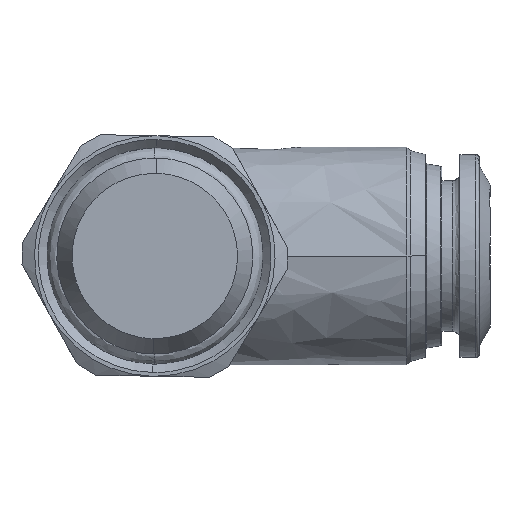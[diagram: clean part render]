
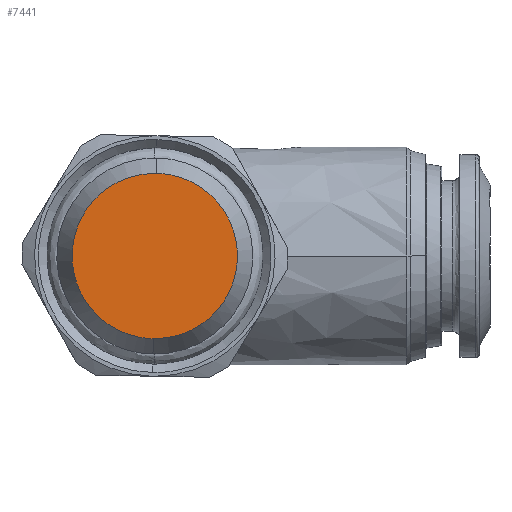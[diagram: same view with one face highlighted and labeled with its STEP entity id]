
A CAD part, left-side view. The second image highlights one B-rep face of the part: STEP entity #7441.
In plain terms, the highlighted free-form (B-spline) face has degree [1, 1] with [2, 2] control points.
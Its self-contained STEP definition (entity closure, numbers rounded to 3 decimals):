
#101 = CARTESIAN_POINT ( 'NONE',  ( -25.959, 8.652, -3.307 ) ) ;
#205 = CARTESIAN_POINT ( 'NONE',  ( -25.959, -1.507, 5.479 ) ) ;
#310 = CARTESIAN_POINT ( 'NONE',  ( -25.959, -0.297, 3.307 ) ) ;
#1075 = ORIENTED_EDGE ( 'NONE', *, *, #3911, .T. ) ;
#1504 = CARTESIAN_POINT ( 'NONE',  ( -25.959, 6.869, 4.87 ) ) ;
#1604 = CARTESIAN_POINT ( 'NONE',  ( -25.959, 4.076, 5.516 ) ) ;
#1655 = CARTESIAN_POINT ( 'NONE',  ( -25.959, -1.352, 0.623 ) ) ;
#1675 = FACE_OUTER_BOUND ( 'NONE', #3246, .T. ) ;
#2094 = CARTESIAN_POINT ( 'NONE',  ( -25.959, 9.679, 0.826 ) ) ;
#2141 = CARTESIAN_POINT ( 'NONE',  ( -25.959, 4.278, -5.516 ) ) ;
#2146 = CARTESIAN_POINT ( 'NONE',  ( -25.959, 9.656, 5.684 ) ) ;
#2153 = CARTESIAN_POINT ( 'NONE',  ( -25.959, 4.076, 5.516 ) ) ;
#2215 = CARTESIAN_POINT ( 'NONE',  ( -25.959, -1.302, -5.684 ) ) ;
#2238 = CARTESIAN_POINT ( 'NONE',  ( -25.959, 2.637, 5.346 ) ) ;
#2434 = ORIENTED_EDGE ( 'NONE', *, *, #4131, .T. ) ;
#2710 = CARTESIAN_POINT ( 'NONE',  ( -25.959, 1.486, -4.87 ) ) ;
#2723 = CARTESIAN_POINT ( 'NONE',  ( -25.959, 7.046, -4.768 ) ) ;
#2757 = CARTESIAN_POINT ( 'NONE',  ( -25.959, 8.945, 2.868 ) ) ;
#2800 = CARTESIAN_POINT ( 'NONE',  ( -25.959, 3.554, -5.529 ) ) ;
#2853 = CARTESIAN_POINT ( 'NONE',  ( -25.959, 0.708, 4.35 ) ) ;
#3246 = EDGE_LOOP ( 'NONE', ( #1075, #2434 ) ) ;
#3378 = CARTESIAN_POINT ( 'NONE',  ( -25.959, 0.87, -4.474 ) ) ;
#3450 = CARTESIAN_POINT ( 'NONE',  ( -25.959, 7.646, -4.35 ) ) ;
#3579 = CARTESIAN_POINT ( 'NONE',  ( -25.959, 1.309, 4.768 ) ) ;
#3635 = CARTESIAN_POINT ( 'NONE',  ( -25.959, -1.222, 1.343 ) ) ;
#3911 = EDGE_CURVE ( 'NONE', #5654, #5780, #6590, .T. ) ;
#4061 = CARTESIAN_POINT ( 'NONE',  ( -25.959, 9.706, -0.623 ) ) ;
#4091 = CARTESIAN_POINT ( 'NONE',  ( -25.959, 8.527, 3.469 ) ) ;
#4131 = EDGE_CURVE ( 'NONE', #5780, #5654, #6140, .T. ) ;
#4149 = CARTESIAN_POINT ( 'NONE',  ( -25.959, 4.8, 5.529 ) ) ;
#4348 = B_SPLINE_SURFACE_WITH_KNOTS ( 'NONE', 1, 1, ( 
 ( #2146, #205 ),
 ( #4892, #2215 ) ),
 .UNSPECIFIED., .F., .F., .F.,
 ( 2, 2 ),
 ( 2, 2 ),
 ( 0., 1. ),
 ( 0., 1. ),
 .UNSPECIFIED. ) ;
#4681 = CARTESIAN_POINT ( 'NONE',  ( -25.959, 5.003, -5.502 ) ) ;
#4698 = CARTESIAN_POINT ( 'NONE',  ( -25.959, 2.834, -5.399 ) ) ;
#4747 = CARTESIAN_POINT ( 'NONE',  ( -25.959, 9.577, -1.343 ) ) ;
#4892 = CARTESIAN_POINT ( 'NONE',  ( -25.959, 9.861, -5.479 ) ) ;
#4934 = CARTESIAN_POINT ( 'NONE',  ( -25.959, -1.169, -1.54 ) ) ;
#5329 = CARTESIAN_POINT ( 'NONE',  ( -25.959, 4.278, -5.516 ) ) ;
#5654 = VERTEX_POINT ( 'NONE', #6547 ) ;
#5780 = VERTEX_POINT ( 'NONE', #5329 ) ;
#6140 = B_SPLINE_CURVE_WITH_KNOTS ( 'NONE', 3,
 ( #2141, #2800, #4698, #2710, #3378, #8021, #7624, #4934, #7568, #1655, #3635, #7594, #310, #2853, #3579, #2238, #8212, #1604 ),
 .UNSPECIFIED., .F., .F.,
 ( 4, 2, 2, 2, 2, 2, 2, 2, 4 ),
 ( 0., 0.393, 0.785, 1.178, 1.571, 1.963, 2.356, 2.749, 3.142 ),
 .UNSPECIFIED. ) ;
#6148 = CARTESIAN_POINT ( 'NONE',  ( -25.959, 9.047, -2.691 ) ) ;
#6547 = CARTESIAN_POINT ( 'NONE',  ( -25.959, 4.076, 5.516 ) ) ;
#6590 = B_SPLINE_CURVE_WITH_KNOTS ( 'NONE', 3,
 ( #2153, #4149, #8095, #1504, #8005, #4091, #2757, #8068, #2094, #4061, #4747, #6148, #101, #3450, #2723, #6833, #4681, #6749 ),
 .UNSPECIFIED., .F., .F.,
 ( 4, 2, 2, 2, 2, 2, 2, 2, 4 ),
 ( 0., 0.393, 0.785, 1.178, 1.571, 1.963, 2.356, 2.749, 3.142 ),
 .UNSPECIFIED. ) ;
#6749 = CARTESIAN_POINT ( 'NONE',  ( -25.959, 4.278, -5.516 ) ) ;
#6833 = CARTESIAN_POINT ( 'NONE',  ( -25.959, 5.717, -5.346 ) ) ;
#7441 = ADVANCED_FACE ( 'NONE', ( #1675 ), #4348, .T. ) ;
#7568 = CARTESIAN_POINT ( 'NONE',  ( -25.959, -1.325, -0.826 ) ) ;
#7594 = CARTESIAN_POINT ( 'NONE',  ( -25.959, -0.692, 2.691 ) ) ;
#7624 = CARTESIAN_POINT ( 'NONE',  ( -25.959, -0.59, -2.868 ) ) ;
#8005 = CARTESIAN_POINT ( 'NONE',  ( -25.959, 7.484, 4.474 ) ) ;
#8021 = CARTESIAN_POINT ( 'NONE',  ( -25.959, -0.173, -3.469 ) ) ;
#8068 = CARTESIAN_POINT ( 'NONE',  ( -25.959, 9.524, 1.54 ) ) ;
#8095 = CARTESIAN_POINT ( 'NONE',  ( -25.959, 5.52, 5.399 ) ) ;
#8212 = CARTESIAN_POINT ( 'NONE',  ( -25.959, 3.352, 5.502 ) ) ;
